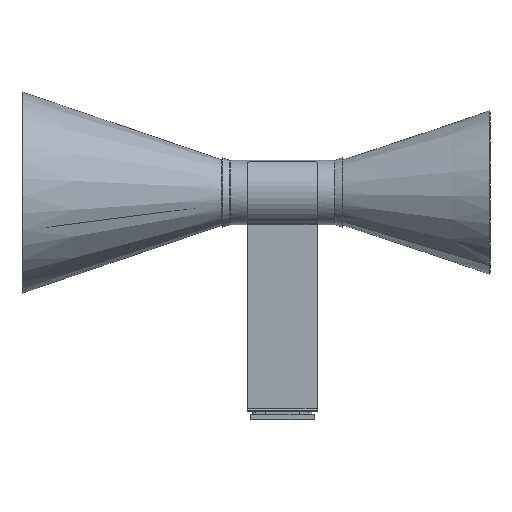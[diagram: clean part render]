
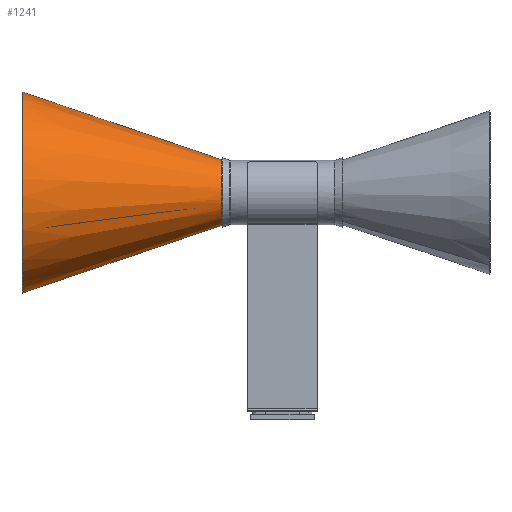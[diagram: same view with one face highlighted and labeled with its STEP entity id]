
A CAD part, front view. The second image highlights one B-rep face of the part: STEP entity #1241.
In plain terms, the highlighted conical face has half-angle 18.807 degrees and reference radius 86 mm.
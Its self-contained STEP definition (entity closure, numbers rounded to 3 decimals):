
#3 = VECTOR ( 'NONE', #1022, 1000. ) ;
#117 = CIRCLE ( 'NONE', #5139, 25.43 ) ;
#165 = CARTESIAN_POINT ( 'NONE',  ( -224.838, 7.351, 103.66 ) ) ;
#662 = DIRECTION ( 'NONE',  ( -0.947, -0.011, 0.322 ) ) ;
#719 = ORIENTED_EDGE ( 'NONE', *, *, #2052, .F. ) ;
#1022 = DIRECTION ( 'NONE',  ( -0.947, 0.011, -0.322 ) ) ;
#1056 = EDGE_LOOP ( 'NONE', ( #719, #4563, #1150, #2974 ) ) ;
#1136 = EDGE_CURVE ( 'NONE', #3566, #2644, #117, .T. ) ;
#1150 = ORIENTED_EDGE ( 'NONE', *, *, #2826, .T. ) ;
#1206 = DIRECTION ( 'NONE',  ( -1., 0., 0. ) ) ;
#1241 = ADVANCED_FACE ( 'NONE', ( #4875 ), #3601, .T. ) ;
#1283 = LINE ( 'NONE', #3576, #3 ) ;
#1438 = DIRECTION ( 'NONE',  ( -1., 0., 0. ) ) ;
#1502 = EDGE_CURVE ( 'NONE', #3494, #1788, #4947, .T. ) ;
#1775 = VECTOR ( 'NONE', #662, 1000. ) ;
#1784 = AXIS2_PLACEMENT_3D ( 'NONE', #2315, #5296, #2757 ) ;
#1788 = VERTEX_POINT ( 'NONE', #4841 ) ;
#1818 = CARTESIAN_POINT ( 'NONE',  ( -46.987, 9.485, 43.128 ) ) ;
#1858 = CARTESIAN_POINT ( 'NONE',  ( -224.838, 10.381, 17.714 ) ) ;
#2052 = EDGE_CURVE ( 'NONE', #3566, #1788, #1283, .T. ) ;
#2315 = CARTESIAN_POINT ( 'NONE',  ( -224.838, 10.381, 17.714 ) ) ;
#2644 = VERTEX_POINT ( 'NONE', #1818 ) ;
#2757 = DIRECTION ( 'NONE',  ( 0., 0.035, -0.999 ) ) ;
#2826 = EDGE_CURVE ( 'NONE', #2644, #3494, #5169, .T. ) ;
#2974 = ORIENTED_EDGE ( 'NONE', *, *, #1502, .T. ) ;
#3494 = VERTEX_POINT ( 'NONE', #165 ) ;
#3566 = VERTEX_POINT ( 'NONE', #4427 ) ;
#3576 = CARTESIAN_POINT ( 'NONE',  ( -224.838, 13.411, -68.233 ) ) ;
#3601 = CONICAL_SURFACE ( 'NONE', #3624, 86., 0.328 ) ;
#3624 = AXIS2_PLACEMENT_3D ( 'NONE', #1858, #1438, #3969 ) ;
#3643 = CARTESIAN_POINT ( 'NONE',  ( -224.838, 7.351, 103.66 ) ) ;
#3769 = CARTESIAN_POINT ( 'NONE',  ( -46.987, 10.381, 17.714 ) ) ;
#3969 = DIRECTION ( 'NONE',  ( 0., -0.035, 0.999 ) ) ;
#4177 = DIRECTION ( 'NONE',  ( 0., 1., 0. ) ) ;
#4427 = CARTESIAN_POINT ( 'NONE',  ( -46.987, 11.277, -7.7 ) ) ;
#4563 = ORIENTED_EDGE ( 'NONE', *, *, #1136, .T. ) ;
#4841 = CARTESIAN_POINT ( 'NONE',  ( -224.838, 13.411, -68.233 ) ) ;
#4875 = FACE_OUTER_BOUND ( 'NONE', #1056, .T. ) ;
#4947 = CIRCLE ( 'NONE', #1784, 86. ) ;
#5139 = AXIS2_PLACEMENT_3D ( 'NONE', #3769, #1206, #4177 ) ;
#5169 = LINE ( 'NONE', #3643, #1775 ) ;
#5296 = DIRECTION ( 'NONE',  ( 1., 0., 0. ) ) ;
